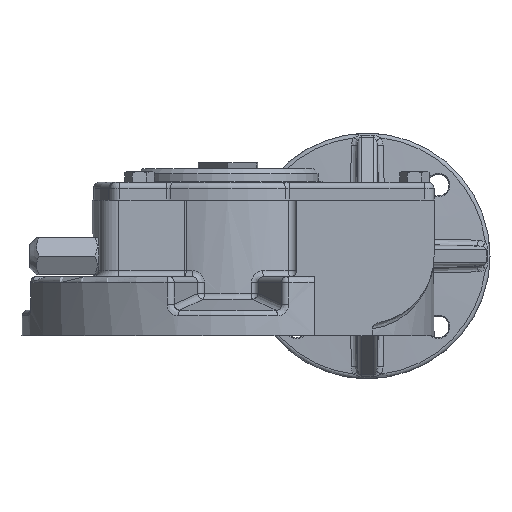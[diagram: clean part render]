
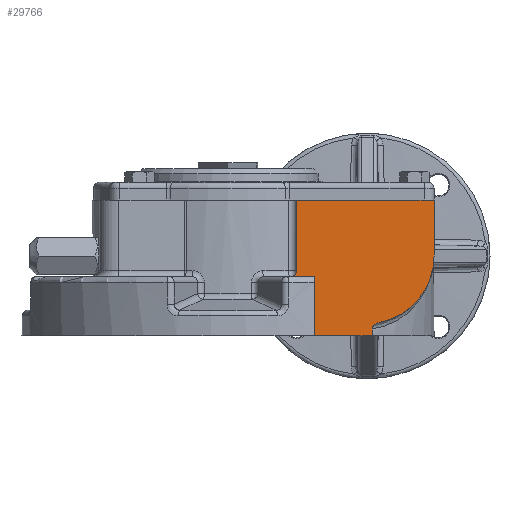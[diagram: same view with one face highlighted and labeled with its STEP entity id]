
A CAD part, left-side view. The second image highlights one B-rep face of the part: STEP entity #29766.
In plain terms, the highlighted planar face has unit normal (-1, 0, 0).
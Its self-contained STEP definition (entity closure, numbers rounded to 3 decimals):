
#795=B_SPLINE_CURVE_WITH_KNOTS('',3,(#49014,#49015,#49016,#49017,#49018,
#49019),.UNSPECIFIED.,.F.,.F.,(4,1,1,4),(0.,0.003,0.004,
0.005),.UNSPECIFIED.);
#1779=LINE('',#48645,#2681);
#1815=LINE('',#49005,#2717);
#1816=LINE('',#49008,#2718);
#1817=LINE('',#49010,#2719);
#1818=LINE('',#49012,#2720);
#1819=LINE('',#49023,#2721);
#1820=LINE('',#49024,#2722);
#2681=VECTOR('',#34542,1000.);
#2717=VECTOR('',#34704,1000.);
#2718=VECTOR('',#34705,1000.);
#2719=VECTOR('',#34706,1000.);
#2720=VECTOR('',#34707,1000.);
#2721=VECTOR('',#34710,1000.);
#2722=VECTOR('',#34711,1000.);
#3479=PLANE('',#31351);
#6416=ORIENTED_EDGE('',*,*,#11426,.F.);
#6417=ORIENTED_EDGE('',*,*,#11427,.F.);
#6418=ORIENTED_EDGE('',*,*,#11428,.F.);
#6419=ORIENTED_EDGE('',*,*,#11429,.F.);
#6420=ORIENTED_EDGE('',*,*,#11430,.F.);
#6421=ORIENTED_EDGE('',*,*,#11431,.F.);
#6422=ORIENTED_EDGE('',*,*,#11432,.F.);
#6423=ORIENTED_EDGE('',*,*,#11325,.F.);
#6424=ORIENTED_EDGE('',*,*,#11433,.F.);
#6425=ORIENTED_EDGE('',*,*,#11434,.F.);
#11325=EDGE_CURVE('',#13983,#13979,#1779,.T.);
#11426=EDGE_CURVE('',#14079,#14080,#1815,.T.);
#11427=EDGE_CURVE('',#14081,#14079,#1816,.T.);
#11428=EDGE_CURVE('',#14082,#14081,#1817,.T.);
#11429=EDGE_CURVE('',#14083,#14082,#1818,.T.);
#11430=EDGE_CURVE('',#14084,#14083,#795,.T.);
#11431=EDGE_CURVE('',#14085,#14084,#15525,.T.);
#11432=EDGE_CURVE('',#13979,#14085,#1819,.T.);
#11433=EDGE_CURVE('',#14086,#13983,#1820,.F.);
#11434=EDGE_CURVE('',#14080,#14086,#15526,.F.);
#13979=VERTEX_POINT('',#48636);
#13983=VERTEX_POINT('',#48644);
#14079=VERTEX_POINT('',#49006);
#14080=VERTEX_POINT('',#49007);
#14081=VERTEX_POINT('',#49009);
#14082=VERTEX_POINT('',#49011);
#14083=VERTEX_POINT('',#49013);
#14084=VERTEX_POINT('',#49020);
#14085=VERTEX_POINT('',#49022);
#14086=VERTEX_POINT('',#49025);
#15525=CIRCLE('',#31352,34.5);
#15526=CIRCLE('',#31353,3.);
#16853=EDGE_LOOP('',(#6416,#6417,#6418,#6419,#6420,#6421,#6422,#6423,#6424,
#6425));
#18533=FACE_BOUND('',#16853,.T.);
#29766=ADVANCED_FACE('',(#18533),#3479,.F.);
#31351=AXIS2_PLACEMENT_3D('',#49004,#34702,#34703);
#31352=AXIS2_PLACEMENT_3D('',#49021,#34708,#34709);
#31353=AXIS2_PLACEMENT_3D('',#49026,#34712,#34713);
#34542=DIRECTION('',(0.,-1.,0.));
#34702=DIRECTION('',(1.,0.,0.));
#34703=DIRECTION('',(0.,1.,0.));
#34704=DIRECTION('',(0.,1.,0.));
#34705=DIRECTION('',(0.,0.,1.));
#34706=DIRECTION('',(0.,1.,0.));
#34707=DIRECTION('',(0.,0.,-1.));
#34708=DIRECTION('',(1.,0.,0.));
#34709=DIRECTION('',(0.,1.,0.));
#34710=DIRECTION('',(0.,0.,-1.));
#34711=DIRECTION('',(0.,0.,-1.));
#34712=DIRECTION('',(1.,0.,0.));
#34713=DIRECTION('',(0.,0.,-1.));
#48636=CARTESIAN_POINT('',(-75.,-105.,72.));
#48644=CARTESIAN_POINT('',(-75.,-35.,72.));
#48645=CARTESIAN_POINT('',(-75.,-105.,72.));
#49004=CARTESIAN_POINT('',(-75.,-30.087,33.));
#49005=CARTESIAN_POINT('',(-75.,-30.087,33.));
#49006=CARTESIAN_POINT('',(-75.,-44.,33.));
#49007=CARTESIAN_POINT('',(-75.,-32.,33.));
#49008=CARTESIAN_POINT('',(-75.,-44.,3.));
#49009=CARTESIAN_POINT('',(-75.,-44.,3.));
#49010=CARTESIAN_POINT('',(-75.,-105.,3.));
#49011=CARTESIAN_POINT('',(-75.,-73.485,3.));
#49012=CARTESIAN_POINT('',(-75.,-73.485,45.));
#49013=CARTESIAN_POINT('',(-75.,-73.485,6.346));
#49014=CARTESIAN_POINT('',(-75.,-77.134,9.644));
#49015=CARTESIAN_POINT('',(-75.,-76.264,9.473));
#49016=CARTESIAN_POINT('',(-75.,-75.021,8.957));
#49017=CARTESIAN_POINT('',(-75.,-73.776,7.661));
#49018=CARTESIAN_POINT('',(-75.,-73.485,6.794));
#49019=CARTESIAN_POINT('',(-75.,-73.485,6.346));
#49020=CARTESIAN_POINT('',(-75.,-77.134,9.644));
#49021=CARTESIAN_POINT('',(-75.,-70.5,43.5));
#49022=CARTESIAN_POINT('',(-75.,-105.,43.5));
#49023=CARTESIAN_POINT('',(-75.,-105.,75.));
#49024=CARTESIAN_POINT('',(-75.,-35.,75.));
#49025=CARTESIAN_POINT('',(-75.,-35.,36.));
#49026=CARTESIAN_POINT('',(-75.,-32.,36.));
